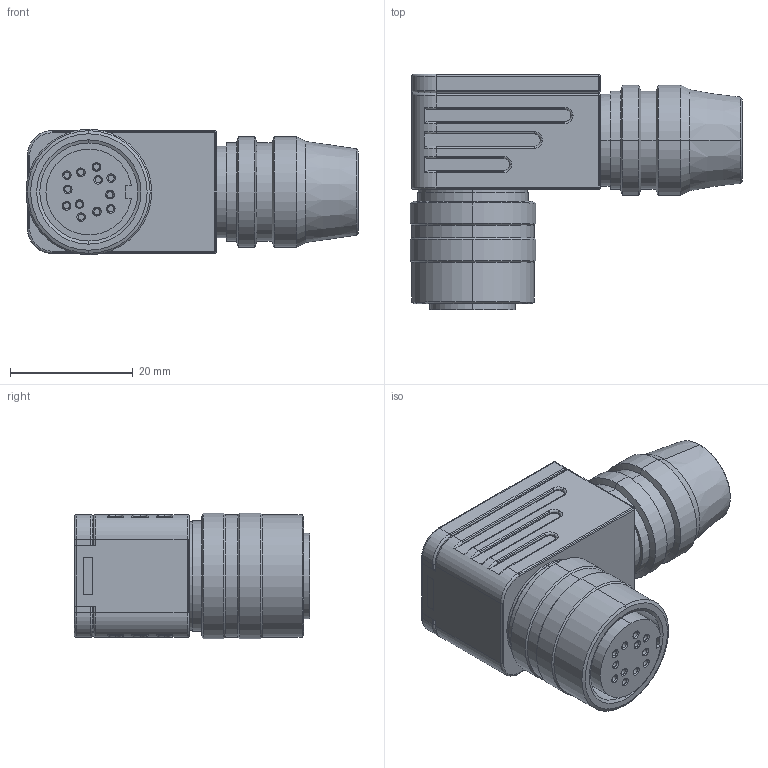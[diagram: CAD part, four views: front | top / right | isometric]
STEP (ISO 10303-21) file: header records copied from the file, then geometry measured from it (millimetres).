
FILE_DESCRIPTION((''),'2;1');
FILE_NAME('99-5630-75-12.stp','2005-04-22T10:04:39',('generator'),(''),'Autodesk Inventor 7','Autodesk Inventor 7','');
FILE_SCHEMA(('AUTOMOTIVE_DESIGN { 1 0 10303 214 1 1 1 1 }'));
Length unit declared in the file: millimetre
Products named in the file (1): 99-5630-75-12
Bounding box: 54.15 x 38.4 x 20.5 mm (x, y, z)
Volume: 20726.9 mm3; surface area: 7841.2 mm2
Topology: 1 solids, 2 shells, 311 faces, 745 edges, 450 vertices
Faces by surface type: cylinder 138, plane 73, cone 48, torus 32, bspline 12, sphere 8
Entity records: 9653 total; most frequent: CARTESIAN_POINT 2214, DIRECTION 1703, ORIENTED_EDGE 1474, EDGE_CURVE 737, AXIS2_PLACEMENT_3D 679, VERTEX_POINT 450, CIRCLE 379, VECTOR 345
